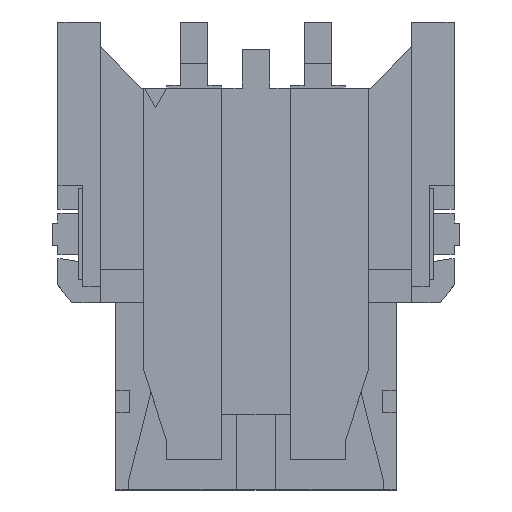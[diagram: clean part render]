
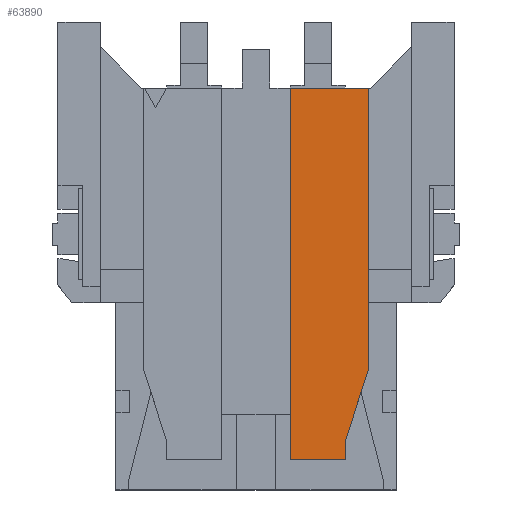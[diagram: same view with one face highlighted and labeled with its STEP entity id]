
A CAD part, top view. The second image highlights one B-rep face of the part: STEP entity #63890.
In plain terms, the highlighted planar face has unit normal (0, 0, 1).
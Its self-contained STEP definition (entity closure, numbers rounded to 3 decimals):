
#24370=CARTESIAN_POINT('',(7.864,111.276,
37.611));
#24380=VERTEX_POINT('',#24370);
#24410=CARTESIAN_POINT('',(7.864,115.276,
37.611));
#24420=DIRECTION('',(0.,1.,0.));
#24430=VECTOR('',#24420,1.);
#24440=LINE('',#24410,#24430);
#24450=CARTESIAN_POINT('',(7.864,121.476,
37.611));
#24460=VERTEX_POINT('',#24450);
#24470=EDGE_CURVE('',#24380,#24460,#24440,.T.);
#47500=CARTESIAN_POINT('',(7.564,121.476,
37.611));
#47510=DIRECTION('',(-1.,0.,0.));
#47520=VECTOR('',#47510,1.);
#47530=LINE('',#47500,#47520);
#47540=CARTESIAN_POINT('',(5.014,121.476,
37.611));
#47550=VERTEX_POINT('',#47540);
#47560=EDGE_CURVE('',#24460,#47550,#47530,.T.);
#61060=CARTESIAN_POINT('',(7.014,107.976,
37.611));
#61070=VERTEX_POINT('',#61060);
#61100=CARTESIAN_POINT('',(7.014,107.976,
37.611));
#61110=DIRECTION('',(0.,1.,0.));
#61120=VECTOR('',#61110,1.);
#61130=LINE('',#61100,#61120);
#61140=CARTESIAN_POINT('',(7.014,108.676,
37.611));
#61150=VERTEX_POINT('',#61140);
#61160=EDGE_CURVE('',#61070,#61150,#61130,.T.);
#61360=CARTESIAN_POINT('',(5.014,107.976,
37.611));
#61370=VERTEX_POINT('',#61360);
#61400=CARTESIAN_POINT('',(7.564,107.976,
37.611));
#61410=DIRECTION('',(-1.,0.,0.));
#61420=VECTOR('',#61410,1.);
#61430=LINE('',#61400,#61420);
#61440=EDGE_CURVE('',#61070,#61370,#61430,.T.);
#61740=CARTESIAN_POINT('',(5.014,107.976,
37.611));
#61750=DIRECTION('',(0.,1.,0.));
#61760=VECTOR('',#61750,1.);
#61770=LINE('',#61740,#61760);
#61780=EDGE_CURVE('',#61370,#47550,#61770,.T.);
#63710=CARTESIAN_POINT('',(6.434,115.076,
37.611));
#63720=DIRECTION('',(0.,0.,-1.));
#63730=DIRECTION('',(1.,0.,0.));
#63740=AXIS2_PLACEMENT_3D('',#63710,#63720,#63730);
#63750=PLANE('',#63740);
#63760=ORIENTED_EDGE('',*,*,#24470,.T.);
#63770=CARTESIAN_POINT('',(9.172,115.276,
37.611));
#63780=DIRECTION('',(0.311,0.95,0.));
#63790=VECTOR('',#63780,1.);
#63800=LINE('',#63770,#63790);
#63810=EDGE_CURVE('',#61150,#24380,#63800,.T.);
#63820=ORIENTED_EDGE('',*,*,#63810,.T.);
#63830=ORIENTED_EDGE('',*,*,#61160,.T.);
#63840=ORIENTED_EDGE('',*,*,#61440,.F.);
#63850=ORIENTED_EDGE('',*,*,#61780,.F.);
#63860=ORIENTED_EDGE('',*,*,#47560,.T.);
#63870=EDGE_LOOP('',(#63860,#63850,#63840,#63830,#63820,#63760));
#63880=FACE_OUTER_BOUND('',#63870,.T.);
#63890=ADVANCED_FACE('',(#63880),#63750,.F.);
